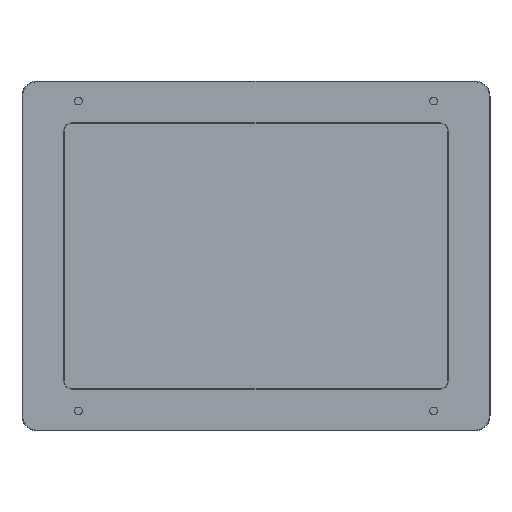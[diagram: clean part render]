
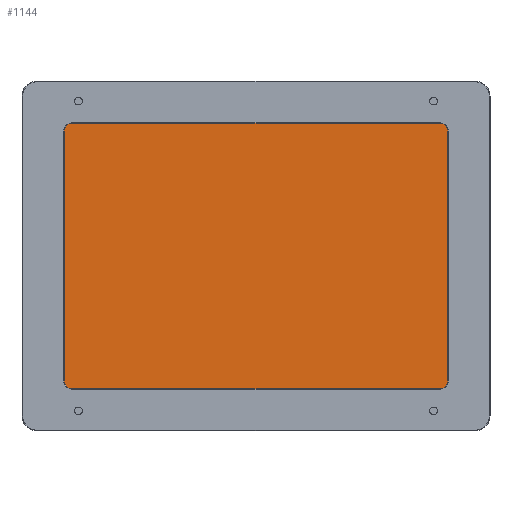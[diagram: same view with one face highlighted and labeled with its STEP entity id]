
A CAD part, front view. The second image highlights one B-rep face of the part: STEP entity #1144.
In plain terms, the highlighted planar face has unit normal (0, -1, 0).
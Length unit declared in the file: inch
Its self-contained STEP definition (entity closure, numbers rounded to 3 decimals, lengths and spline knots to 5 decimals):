
#62=FACE_OUTER_BOUND('',#138,.T.);
#138=EDGE_LOOP('',(#775,#776,#777,#778,#779,#780,#781,#782));
#227=LINE('',#1788,#331);
#228=LINE('',#1792,#332);
#229=LINE('',#1796,#333);
#230=LINE('',#1799,#334);
#331=VECTOR('',#1399,0.3937);
#332=VECTOR('',#1402,0.3937);
#333=VECTOR('',#1405,0.3937);
#334=VECTOR('',#1408,0.3937);
#435=CIRCLE('',#1245,0.2);
#436=CIRCLE('',#1246,0.2);
#437=CIRCLE('',#1247,0.2);
#438=CIRCLE('',#1248,0.2);
#503=VERTEX_POINT('',#1784);
#504=VERTEX_POINT('',#1785);
#505=VERTEX_POINT('',#1787);
#506=VERTEX_POINT('',#1789);
#507=VERTEX_POINT('',#1791);
#508=VERTEX_POINT('',#1793);
#509=VERTEX_POINT('',#1795);
#510=VERTEX_POINT('',#1797);
#607=EDGE_CURVE('',#503,#504,#435,.T.);
#608=EDGE_CURVE('',#505,#503,#227,.T.);
#609=EDGE_CURVE('',#506,#505,#436,.T.);
#610=EDGE_CURVE('',#507,#506,#228,.T.);
#611=EDGE_CURVE('',#508,#507,#437,.T.);
#612=EDGE_CURVE('',#509,#508,#229,.T.);
#613=EDGE_CURVE('',#510,#509,#438,.T.);
#614=EDGE_CURVE('',#504,#510,#230,.T.);
#775=ORIENTED_EDGE('',*,*,#607,.F.);
#776=ORIENTED_EDGE('',*,*,#608,.F.);
#777=ORIENTED_EDGE('',*,*,#609,.F.);
#778=ORIENTED_EDGE('',*,*,#610,.F.);
#779=ORIENTED_EDGE('',*,*,#611,.F.);
#780=ORIENTED_EDGE('',*,*,#612,.F.);
#781=ORIENTED_EDGE('',*,*,#613,.F.);
#782=ORIENTED_EDGE('',*,*,#614,.F.);
#1104=PLANE('',#1244);
#1144=ADVANCED_FACE('',(#62),#1104,.T.);
#1244=AXIS2_PLACEMENT_3D('',#1783,#1395,#1396);
#1245=AXIS2_PLACEMENT_3D('',#1786,#1397,#1398);
#1246=AXIS2_PLACEMENT_3D('',#1790,#1400,#1401);
#1247=AXIS2_PLACEMENT_3D('',#1794,#1403,#1404);
#1248=AXIS2_PLACEMENT_3D('',#1798,#1406,#1407);
#1395=DIRECTION('center_axis',(0.,-1.,0.));
#1396=DIRECTION('ref_axis',(1.,0.,0.));
#1397=DIRECTION('center_axis',(0.,1.,0.));
#1398=DIRECTION('ref_axis',(0.,0.,1.));
#1399=DIRECTION('',(-1.,0.,0.));
#1400=DIRECTION('center_axis',(0.,1.,0.));
#1401=DIRECTION('ref_axis',(-1.,0.,0.));
#1402=DIRECTION('',(0.,0.,-1.));
#1403=DIRECTION('center_axis',(0.,1.,0.));
#1404=DIRECTION('ref_axis',(0.,0.,-1.));
#1405=DIRECTION('',(1.,0.,0.));
#1406=DIRECTION('center_axis',(0.,1.,0.));
#1407=DIRECTION('ref_axis',(1.,0.,0.));
#1408=DIRECTION('',(0.,0.,1.));
#1783=CARTESIAN_POINT('Origin',(5.89524,-7.06801,-2.92378));
#1784=CARTESIAN_POINT('',(1.265,-7.06801,-6.33382));
#1785=CARTESIAN_POINT('',(1.065,-7.06801,-6.13382));
#1786=CARTESIAN_POINT('Origin',(1.265,-7.06801,-6.13382));
#1787=CARTESIAN_POINT('',(10.60075,-7.06801,-6.33382));
#1788=CARTESIAN_POINT('',(3.58012,-7.06801,-6.33382));
#1789=CARTESIAN_POINT('',(10.80075,-7.06801,-6.13382));
#1790=CARTESIAN_POINT('Origin',(10.60075,-7.06801,-6.13382));
#1791=CARTESIAN_POINT('',(10.80075,-7.06801,0.18972));
#1792=CARTESIAN_POINT('',(10.80075,-7.06801,-4.5288));
#1793=CARTESIAN_POINT('',(10.60075,-7.06801,0.38972));
#1794=CARTESIAN_POINT('Origin',(10.60075,-7.06801,0.18972));
#1795=CARTESIAN_POINT('',(1.265,-7.06801,0.38972));
#1796=CARTESIAN_POINT('',(8.24799,-7.06801,0.38972));
#1797=CARTESIAN_POINT('',(1.065,-7.06801,0.18972));
#1798=CARTESIAN_POINT('Origin',(1.265,-7.06801,0.18972));
#1799=CARTESIAN_POINT('',(1.065,-7.06801,-1.36703));
